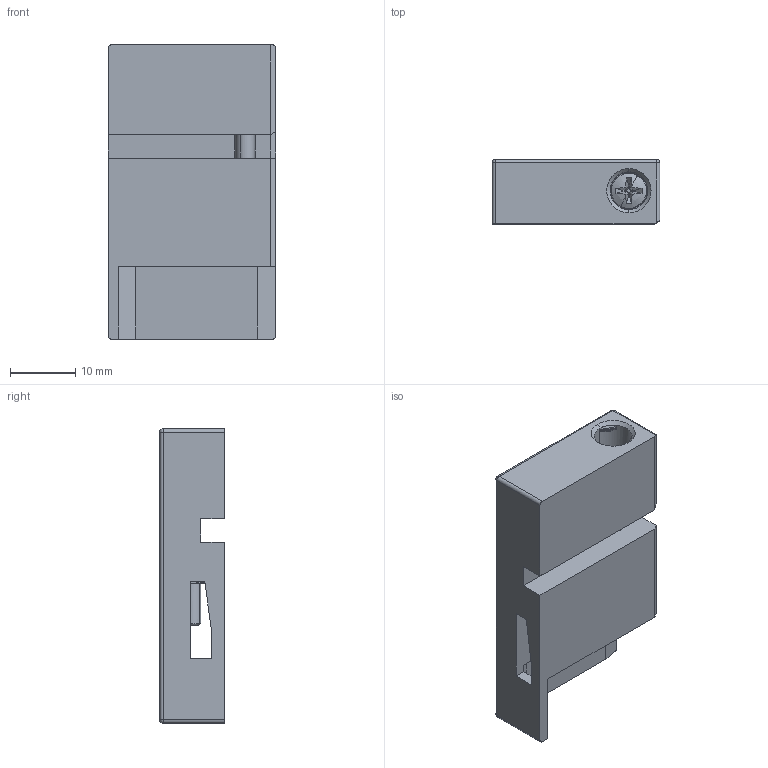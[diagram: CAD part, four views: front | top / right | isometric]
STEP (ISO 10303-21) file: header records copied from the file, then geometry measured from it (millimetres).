
FILE_DESCRIPTION(('CATIA V5 STEP Exchange','CAx-IF Rec.Pracs.--- Model Styling and Organization---1.5--- 2016-08-15','CAx-IF Rec.Pracs.---Supplemental Geometry---1.0---2011-11-01','CAx-IF Rec.Pracs.--- Composite Materials ---1.1---2010-07-15'),'2;1');
FILE_NAME ('1515893-2_0', '2025-06-12T06:01:18+00:00', ('none'), ('Weidmueller'), 'CATIA Version 5-6 Release 2022 SP4 HF5', 'CATIA V5 STEP AP214 v3', 'none');
FILE_SCHEMA(('AUTOMOTIVE_DESIGN { 1 0 10303 214 1 1 1 1 }'));
Length unit declared in the file: millimetre
Products named in the file (1): 2920130000
Bounding box: 25.75 x 9.9 x 45.2 mm (x, y, z)
Volume: 7708.1 mm3; surface area: 4800.6 mm2
Topology: 1 solids, 11 shells, 192 faces, 503 edges, 328 vertices
Faces by surface type: plane 107, cylinder 38, torus 16, sphere 14, cone 14, extrusion 3
Entity records: 6216 total; most frequent: CARTESIAN_POINT 1834, ORIENTED_EDGE 994, DIRECTION 642, EDGE_CURVE 497, VERTEX_POINT 328, AXIS2_PLACEMENT_3D 259, VECTOR 248, LINE 245
